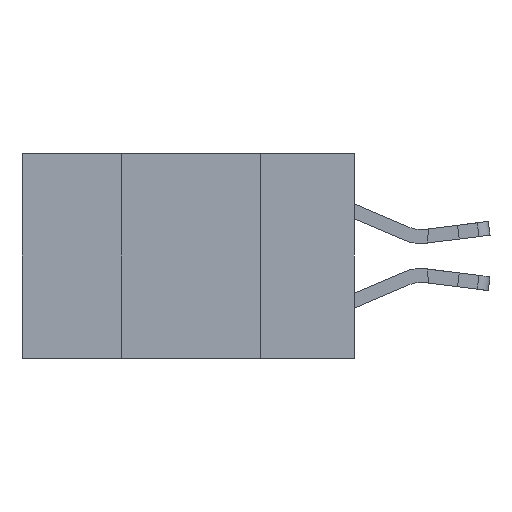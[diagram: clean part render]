
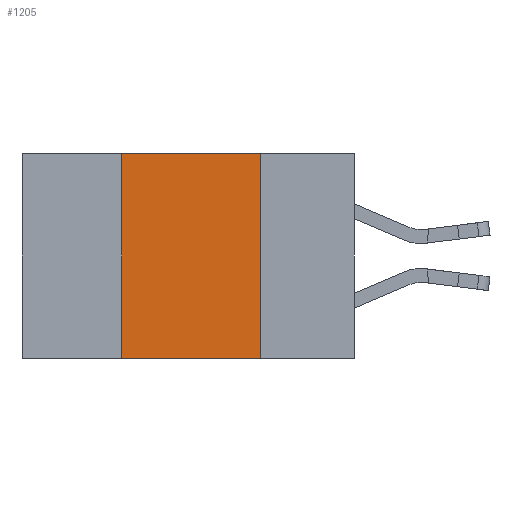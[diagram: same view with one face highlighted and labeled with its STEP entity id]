
A CAD part, left-side view. The second image highlights one B-rep face of the part: STEP entity #1205.
In plain terms, the highlighted planar face has unit normal (-1, 0, 0).
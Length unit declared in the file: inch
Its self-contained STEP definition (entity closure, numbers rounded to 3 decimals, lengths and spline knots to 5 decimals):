
#402 = EDGE_CURVE ( 'NONE', #4054, #3381, #12188, .T. ) ;
#1205 = ADVANCED_FACE ( 'NONE', ( #8819 ), #11299, .F. ) ;
#1416 = VERTEX_POINT ( 'NONE', #14470 ) ;
#2077 = VECTOR ( 'NONE', #9413, 39.37008 ) ;
#2222 = CARTESIAN_POINT ( 'NONE',  ( 0., 0.42, -0.37 ) ) ;
#2283 = DIRECTION ( 'NONE',  ( 0., -1., 0. ) ) ;
#2873 = CARTESIAN_POINT ( 'NONE',  ( 0., 0.42, -0.37 ) ) ;
#3008 = EDGE_CURVE ( 'NONE', #12872, #1416, #8430, .T. ) ;
#3316 = EDGE_CURVE ( 'NONE', #12872, #3381, #6795, .T. ) ;
#3381 = VERTEX_POINT ( 'NONE', #4563 ) ;
#3498 = EDGE_CURVE ( 'NONE', #1416, #4054, #9876, .T. ) ;
#4054 = VERTEX_POINT ( 'NONE', #15751 ) ;
#4099 = ORIENTED_EDGE ( 'NONE', *, *, #3316, .T. ) ;
#4563 = CARTESIAN_POINT ( 'NONE',  ( 0., 0.17, -0.37 ) ) ;
#4647 = CARTESIAN_POINT ( 'NONE',  ( 0., 0.17, -0.37 ) ) ;
#5070 = CARTESIAN_POINT ( 'NONE',  ( 0., 0.6, 0. ) ) ;
#5707 = EDGE_LOOP ( 'NONE', ( #7506, #8063, #14976, #4099 ) ) ;
#5896 = VECTOR ( 'NONE', #8483, 39.37008 ) ;
#6795 = LINE ( 'NONE', #11686, #9113 ) ;
#7506 = ORIENTED_EDGE ( 'NONE', *, *, #402, .F. ) ;
#7517 = CARTESIAN_POINT ( 'NONE',  ( 0., 0.6, 0. ) ) ;
#8063 = ORIENTED_EDGE ( 'NONE', *, *, #3498, .F. ) ;
#8430 = LINE ( 'NONE', #2222, #2077 ) ;
#8483 = DIRECTION ( 'NONE',  ( 0., 0., -1. ) ) ;
#8819 = FACE_OUTER_BOUND ( 'NONE', #5707, .T. ) ;
#8861 = VECTOR ( 'NONE', #2283, 39.37008 ) ;
#9113 = VECTOR ( 'NONE', #12911, 39.37008 ) ;
#9413 = DIRECTION ( 'NONE',  ( 0., 0., 1. ) ) ;
#9876 = LINE ( 'NONE', #7517, #8861 ) ;
#11299 = PLANE ( 'NONE',  #15592 ) ;
#11686 = CARTESIAN_POINT ( 'NONE',  ( 0., 0.6, -0.37 ) ) ;
#12188 = LINE ( 'NONE', #4647, #5896 ) ;
#12872 = VERTEX_POINT ( 'NONE', #2873 ) ;
#12911 = DIRECTION ( 'NONE',  ( 0., -1., 0. ) ) ;
#13823 = DIRECTION ( 'NONE',  ( 1., 0., 0. ) ) ;
#14470 = CARTESIAN_POINT ( 'NONE',  ( 0., 0.42, 0. ) ) ;
#14976 = ORIENTED_EDGE ( 'NONE', *, *, #3008, .F. ) ;
#15592 = AXIS2_PLACEMENT_3D ( 'NONE', #5070, #13823, #16137 ) ;
#15751 = CARTESIAN_POINT ( 'NONE',  ( 0., 0.17, 0. ) ) ;
#16137 = DIRECTION ( 'NONE',  ( 0., 0., -1. ) ) ;
